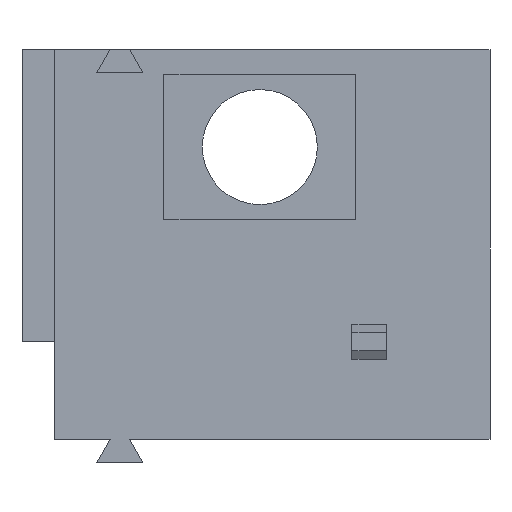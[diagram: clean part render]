
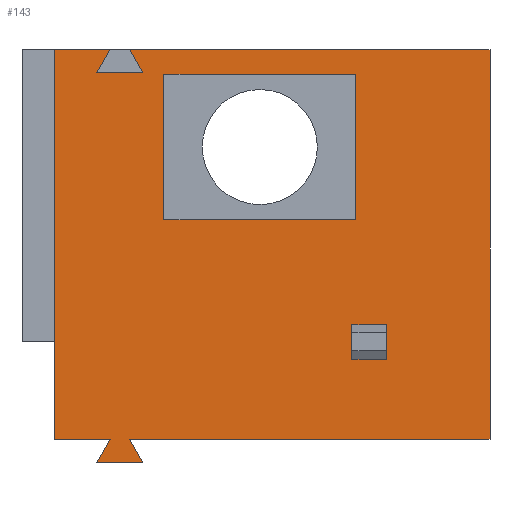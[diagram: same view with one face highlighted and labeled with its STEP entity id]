
A CAD part, front view. The second image highlights one B-rep face of the part: STEP entity #143.
In plain terms, the highlighted planar face has unit normal (0, -1, 0).
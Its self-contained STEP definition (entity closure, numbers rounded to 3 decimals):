
#143 = ADVANCED_FACE( '', ( #320, #321, #322 ), #323, .T. );
#320 = FACE_BOUND( '', #536, .T. );
#321 = FACE_BOUND( '', #537, .T. );
#322 = FACE_OUTER_BOUND( '', #538, .T. );
#323 = PLANE( '', #539 );
#536 = EDGE_LOOP( '', ( #847, #848, #849, #850 ) );
#537 = EDGE_LOOP( '', ( #851, #852, #853, #854 ) );
#538 = EDGE_LOOP( '', ( #855, #856, #857, #858, #859, #860, #861, #862, #863, #864, #865, #866 ) );
#539 = AXIS2_PLACEMENT_3D( '', #867, #868, #869 );
#847 = ORIENTED_EDGE( '', *, *, #1379, .T. );
#848 = ORIENTED_EDGE( '', *, *, #1390, .T. );
#849 = ORIENTED_EDGE( '', *, *, #1391, .T. );
#850 = ORIENTED_EDGE( '', *, *, #1392, .T. );
#851 = ORIENTED_EDGE( '', *, *, #1333, .T. );
#852 = ORIENTED_EDGE( '', *, *, #1393, .T. );
#853 = ORIENTED_EDGE( '', *, *, #1394, .T. );
#854 = ORIENTED_EDGE( '', *, *, #1351, .T. );
#855 = ORIENTED_EDGE( '', *, *, #1395, .F. );
#856 = ORIENTED_EDGE( '', *, *, #1396, .T. );
#857 = ORIENTED_EDGE( '', *, *, #1397, .T. );
#858 = ORIENTED_EDGE( '', *, *, #1398, .T. );
#859 = ORIENTED_EDGE( '', *, *, #1399, .F. );
#860 = ORIENTED_EDGE( '', *, *, #1318, .T. );
#861 = ORIENTED_EDGE( '', *, *, #1400, .T. );
#862 = ORIENTED_EDGE( '', *, *, #1401, .F. );
#863 = ORIENTED_EDGE( '', *, *, #1377, .F. );
#864 = ORIENTED_EDGE( '', *, *, #1402, .F. );
#865 = ORIENTED_EDGE( '', *, *, #1403, .T. );
#866 = ORIENTED_EDGE( '', *, *, #1294, .T. );
#867 = CARTESIAN_POINT( '', ( 5.675, 0., -0.3 ) );
#868 = DIRECTION( '', ( 0., -1., 0. ) );
#869 = DIRECTION( '', ( 0., 0., 1. ) );
#1294 = EDGE_CURVE( '', #1533, #1530, #1534, .T. );
#1318 = EDGE_CURVE( '', #1573, #1577, #1579, .T. );
#1333 = EDGE_CURVE( '', #1604, #1605, #1606, .T. );
#1351 = EDGE_CURVE( '', #1634, #1604, #1635, .T. );
#1377 = EDGE_CURVE( '', #1677, #1672, #1679, .T. );
#1379 = EDGE_CURVE( '', #1681, #1682, #1683, .T. );
#1390 = EDGE_CURVE( '', #1682, #1698, #1699, .T. );
#1391 = EDGE_CURVE( '', #1698, #1700, #1701, .T. );
#1392 = EDGE_CURVE( '', #1700, #1681, #1702, .T. );
#1393 = EDGE_CURVE( '', #1605, #1703, #1704, .T. );
#1394 = EDGE_CURVE( '', #1703, #1634, #1705, .T. );
#1395 = EDGE_CURVE( '', #1706, #1530, #1707, .T. );
#1396 = EDGE_CURVE( '', #1706, #1708, #1709, .T. );
#1397 = EDGE_CURVE( '', #1708, #1710, #1711, .T. );
#1398 = EDGE_CURVE( '', #1710, #1712, #1713, .T. );
#1399 = EDGE_CURVE( '', #1573, #1712, #1714, .T. );
#1400 = EDGE_CURVE( '', #1577, #1715, #1716, .T. );
#1401 = EDGE_CURVE( '', #1672, #1715, #1717, .T. );
#1402 = EDGE_CURVE( '', #1718, #1677, #1719, .T. );
#1403 = EDGE_CURVE( '', #1718, #1533, #1720, .T. );
#1530 = VERTEX_POINT( '', #1884 );
#1533 = VERTEX_POINT( '', #1888 );
#1534 = LINE( '', #1889, #1890 );
#1573 = VERTEX_POINT( '', #1947 );
#1577 = VERTEX_POINT( '', #1953 );
#1579 = LINE( '', #1956, #1957 );
#1604 = VERTEX_POINT( '', #1991 );
#1605 = VERTEX_POINT( '', #1992 );
#1606 = LINE( '', #1993, #1994 );
#1634 = VERTEX_POINT( '', #2035 );
#1635 = LINE( '', #2036, #2037 );
#1672 = VERTEX_POINT( '', #2092 );
#1677 = VERTEX_POINT( '', #2099 );
#1679 = LINE( '', #2102, #2103 );
#1681 = VERTEX_POINT( '', #2105 );
#1682 = VERTEX_POINT( '', #2106 );
#1683 = LINE( '', #2107, #2108 );
#1698 = VERTEX_POINT( '', #2131 );
#1699 = LINE( '', #2132, #2133 );
#1700 = VERTEX_POINT( '', #2134 );
#1701 = LINE( '', #2135, #2136 );
#1702 = LINE( '', #2137, #2138 );
#1703 = VERTEX_POINT( '', #2139 );
#1704 = LINE( '', #2140, #2141 );
#1705 = LINE( '', #2142, #2143 );
#1706 = VERTEX_POINT( '', #2144 );
#1707 = LINE( '', #2145, #2146 );
#1708 = VERTEX_POINT( '', #2147 );
#1709 = LINE( '', #2148, #2149 );
#1710 = VERTEX_POINT( '', #2150 );
#1711 = LINE( '', #2151, #2152 );
#1712 = VERTEX_POINT( '', #2153 );
#1713 = LINE( '', #2154, #2155 );
#1714 = LINE( '', #2156, #2157 );
#1715 = VERTEX_POINT( '', #2158 );
#1716 = LINE( '', #2159, #2160 );
#1717 = LINE( '', #2161, #2162 );
#1718 = VERTEX_POINT( '', #2163 );
#1719 = LINE( '', #2164, #2165 );
#1720 = LINE( '', #2166, #2167 );
#1884 = CARTESIAN_POINT( '', ( 0., 0., 0. ) );
#1888 = CARTESIAN_POINT( '', ( 0., 0., 10.16 ) );
#1889 = CARTESIAN_POINT( '', ( 0., 0., 0. ) );
#1890 = VECTOR( '', #2400, 1000. );
#1947 = CARTESIAN_POINT( '', ( 11.35, 0., 0. ) );
#1953 = CARTESIAN_POINT( '', ( 11.35, 0., 10.16 ) );
#1956 = CARTESIAN_POINT( '', ( 11.35, 0., -5.08 ) );
#1957 = VECTOR( '', #2422, 1000. );
#1991 = CARTESIAN_POINT( '', ( 7.85, 0., 5.72 ) );
#1992 = CARTESIAN_POINT( '', ( 2.85, 0., 5.72 ) );
#1993 = CARTESIAN_POINT( '', ( -17.35, 0., 5.72 ) );
#1994 = VECTOR( '', #2438, 1000. );
#2035 = CARTESIAN_POINT( '', ( 7.85, 0., 9.52 ) );
#2036 = CARTESIAN_POINT( '', ( 7.85, 0., 12.7 ) );
#2037 = VECTOR( '', #2452, 1000. );
#2092 = CARTESIAN_POINT( '', ( 2.3, 0., 9.56 ) );
#2099 = CARTESIAN_POINT( '', ( 1.1, 0., 9.56 ) );
#2102 = CARTESIAN_POINT( '', ( -17.35, 0., 9.56 ) );
#2103 = VECTOR( '', #2474, 1000. );
#2105 = CARTESIAN_POINT( '', ( 7.75, 0., 2.09 ) );
#2106 = CARTESIAN_POINT( '', ( 7.75, 0., 2.99 ) );
#2107 = CARTESIAN_POINT( '', ( 7.75, 0., 2.54 ) );
#2108 = VECTOR( '', #2475, 1000. );
#2131 = CARTESIAN_POINT( '', ( 8.65, 0., 2.99 ) );
#2132 = CARTESIAN_POINT( '', ( -17.3, 0., 2.99 ) );
#2133 = VECTOR( '', #2484, 1000. );
#2134 = CARTESIAN_POINT( '', ( 8.65, 0., 2.09 ) );
#2135 = CARTESIAN_POINT( '', ( 8.65, 0., 2.54 ) );
#2136 = VECTOR( '', #2485, 1000. );
#2137 = CARTESIAN_POINT( '', ( -17.3, 0., 2.09 ) );
#2138 = VECTOR( '', #2486, 1000. );
#2139 = CARTESIAN_POINT( '', ( 2.85, 0., 9.52 ) );
#2140 = CARTESIAN_POINT( '', ( 2.85, 0., 12.7 ) );
#2141 = VECTOR( '', #2487, 1000. );
#2142 = CARTESIAN_POINT( '', ( -17.35, 0., 9.52 ) );
#2143 = VECTOR( '', #2488, 1000. );
#2144 = CARTESIAN_POINT( '', ( 1.446, 0., 0. ) );
#2145 = CARTESIAN_POINT( '', ( -17.35, 0., 0. ) );
#2146 = VECTOR( '', #2489, 1000. );
#2147 = CARTESIAN_POINT( '', ( 1.1, 0., -0.6 ) );
#2148 = CARTESIAN_POINT( '', ( 1.446, 0., 0. ) );
#2149 = VECTOR( '', #2490, 1000. );
#2150 = CARTESIAN_POINT( '', ( 2.3, 0., -0.6 ) );
#2151 = CARTESIAN_POINT( '', ( 1.1, 0., -0.6 ) );
#2152 = VECTOR( '', #2491, 1000. );
#2153 = CARTESIAN_POINT( '', ( 1.954, 0., 0. ) );
#2154 = CARTESIAN_POINT( '', ( 2.3, 0., -0.6 ) );
#2155 = VECTOR( '', #2492, 1000. );
#2156 = CARTESIAN_POINT( '', ( -17.35, 0., 0. ) );
#2157 = VECTOR( '', #2493, 1000. );
#2158 = CARTESIAN_POINT( '', ( 1.954, 0., 10.16 ) );
#2159 = CARTESIAN_POINT( '', ( -17.35, 0., 10.16 ) );
#2160 = VECTOR( '', #2494, 1000. );
#2161 = CARTESIAN_POINT( '', ( 6.353, 0., 2.54 ) );
#2162 = VECTOR( '', #2495, 1000. );
#2163 = CARTESIAN_POINT( '', ( 1.446, 0., 10.16 ) );
#2164 = CARTESIAN_POINT( '', ( -2.953, 0., 2.54 ) );
#2165 = VECTOR( '', #2496, 1000. );
#2166 = CARTESIAN_POINT( '', ( -17.35, 0., 10.16 ) );
#2167 = VECTOR( '', #2497, 1000. );
#2400 = DIRECTION( '', ( 0., 0., -1. ) );
#2422 = DIRECTION( '', ( 0., 0., 1. ) );
#2438 = DIRECTION( '', ( -1., 0., 0. ) );
#2452 = DIRECTION( '', ( 0., 0., -1. ) );
#2474 = DIRECTION( '', ( 1., 0., 0. ) );
#2475 = DIRECTION( '', ( 0., 0., 1. ) );
#2484 = DIRECTION( '', ( 1., 0., 0. ) );
#2485 = DIRECTION( '', ( 0., 0., -1. ) );
#2486 = DIRECTION( '', ( -1., 0., 0. ) );
#2487 = DIRECTION( '', ( 0., 0., 1. ) );
#2488 = DIRECTION( '', ( 1., 0., 0. ) );
#2489 = DIRECTION( '', ( -1., 0., 0. ) );
#2490 = DIRECTION( '', ( -0.5, 0., -0.866 ) );
#2491 = DIRECTION( '', ( 1., 0., 0. ) );
#2492 = DIRECTION( '', ( -0.5, 0., 0.866 ) );
#2493 = DIRECTION( '', ( -1., 0., 0. ) );
#2494 = DIRECTION( '', ( -1., 0., 0. ) );
#2495 = DIRECTION( '', ( -0.5, 0., 0.866 ) );
#2496 = DIRECTION( '', ( -0.5, 0., -0.866 ) );
#2497 = DIRECTION( '', ( -1., 0., 0. ) );
